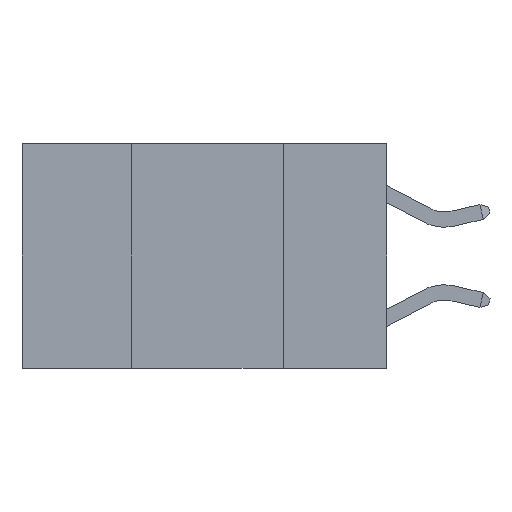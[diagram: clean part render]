
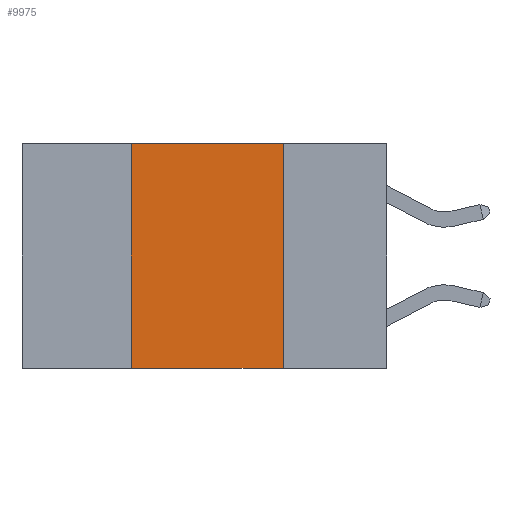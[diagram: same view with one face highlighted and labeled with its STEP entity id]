
A CAD part, left-side view. The second image highlights one B-rep face of the part: STEP entity #9975.
In plain terms, the highlighted planar face has unit normal (-1, 0, 0).
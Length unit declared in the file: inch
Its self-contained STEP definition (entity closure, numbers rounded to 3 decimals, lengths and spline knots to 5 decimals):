
#38 = EDGE_CURVE ( 'NONE', #9396, #11975, #10880, .T. ) ;
#520 = EDGE_CURVE ( 'NONE', #11975, #2602, #5775, .T. ) ;
#1852 = EDGE_LOOP ( 'NONE', ( #9329, #10482, #10736, #10801 ) ) ;
#2602 = VERTEX_POINT ( 'NONE', #4239 ) ;
#4239 = CARTESIAN_POINT ( 'NONE',  ( 0., 0.17, -0.37 ) ) ;
#4372 = CARTESIAN_POINT ( 'NONE',  ( 0., 0.6, 0. ) ) ;
#4797 = VERTEX_POINT ( 'NONE', #9735 ) ;
#5095 = DIRECTION ( 'NONE',  ( 0., 0., -1. ) ) ;
#5369 = DIRECTION ( 'NONE',  ( 1., 0., 0. ) ) ;
#5775 = LINE ( 'NONE', #8954, #8055 ) ;
#5776 = DIRECTION ( 'NONE',  ( 0., 0., 1. ) ) ;
#6090 = CARTESIAN_POINT ( 'NONE',  ( 0., 0.17, 0. ) ) ;
#6320 = VECTOR ( 'NONE', #6929, 39.37008 ) ;
#6929 = DIRECTION ( 'NONE',  ( 0., -1., 0. ) ) ;
#8055 = VECTOR ( 'NONE', #5095, 39.37008 ) ;
#8259 = CARTESIAN_POINT ( 'NONE',  ( 0., 0.6, 0. ) ) ;
#8666 = VECTOR ( 'NONE', #12015, 39.37008 ) ;
#8700 = CARTESIAN_POINT ( 'NONE',  ( 0., 0.42, 0. ) ) ;
#8954 = CARTESIAN_POINT ( 'NONE',  ( 0., 0.17, 0. ) ) ;
#9169 = LINE ( 'NONE', #11666, #6320 ) ;
#9298 = VECTOR ( 'NONE', #5776, 39.37008 ) ;
#9329 = ORIENTED_EDGE ( 'NONE', *, *, #520, .F. ) ;
#9396 = VERTEX_POINT ( 'NONE', #10163 ) ;
#9430 = AXIS2_PLACEMENT_3D ( 'NONE', #4372, #5369, #12106 ) ;
#9735 = CARTESIAN_POINT ( 'NONE',  ( 0., 0.42, -0.37 ) ) ;
#9975 = ADVANCED_FACE ( 'NONE', ( #11762 ), #10147, .F. ) ;
#10147 = PLANE ( 'NONE',  #9430 ) ;
#10163 = CARTESIAN_POINT ( 'NONE',  ( 0., 0.42, 0. ) ) ;
#10482 = ORIENTED_EDGE ( 'NONE', *, *, #38, .F. ) ;
#10736 = ORIENTED_EDGE ( 'NONE', *, *, #12510, .F. ) ;
#10801 = ORIENTED_EDGE ( 'NONE', *, *, #11847, .T. ) ;
#10880 = LINE ( 'NONE', #8259, #8666 ) ;
#11666 = CARTESIAN_POINT ( 'NONE',  ( 0., 0.6, -0.37 ) ) ;
#11762 = FACE_OUTER_BOUND ( 'NONE', #1852, .T. ) ;
#11847 = EDGE_CURVE ( 'NONE', #4797, #2602, #9169, .T. ) ;
#11848 = LINE ( 'NONE', #8700, #9298 ) ;
#11975 = VERTEX_POINT ( 'NONE', #6090 ) ;
#12015 = DIRECTION ( 'NONE',  ( 0., -1., 0. ) ) ;
#12106 = DIRECTION ( 'NONE',  ( 0., 0., -1. ) ) ;
#12510 = EDGE_CURVE ( 'NONE', #4797, #9396, #11848, .T. ) ;
